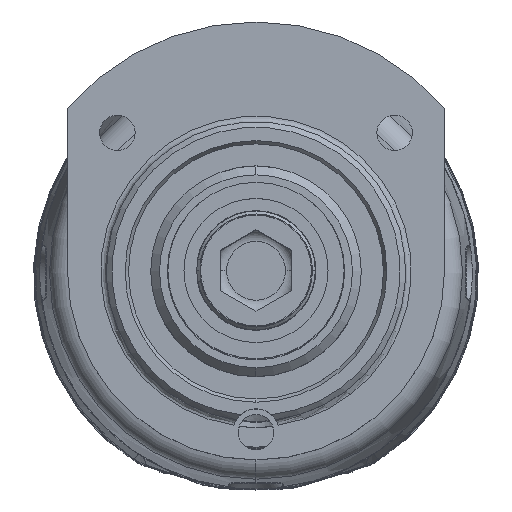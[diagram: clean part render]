
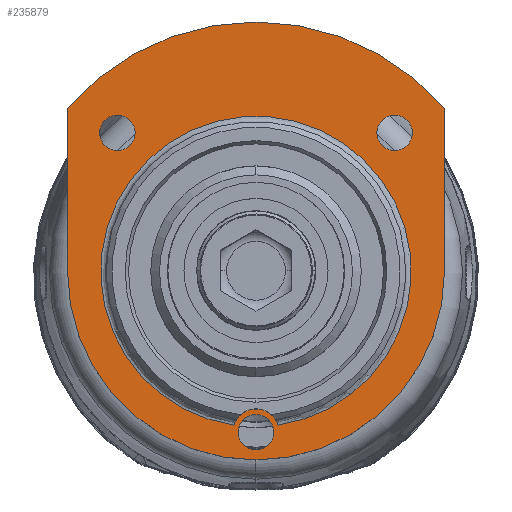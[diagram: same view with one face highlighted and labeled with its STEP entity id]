
A CAD part, top view. The second image highlights one B-rep face of the part: STEP entity #235879.
In plain terms, the highlighted planar face has unit normal (0, 0, 1).
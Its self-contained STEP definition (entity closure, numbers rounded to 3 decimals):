
#223445=CARTESIAN_POINT('',(0.,-14.5,-3.));
#223446=DIRECTION('',(0.,0.,1.));
#223447=DIRECTION('',(0.952,0.306,0.));
#223448=AXIS2_PLACEMENT_3D('',#223445,#223446,#223447);
#223461=DIRECTION('',(0.,-1.,0.));
#223462=VECTOR('',#223461,14.739);
#223463=CARTESIAN_POINT('',(-17.,14.739,-3.));
#223464=LINE('',#223463,#223462);
#223468=DIRECTION('',(0.,-1.,0.));
#223469=VECTOR('',#223468,14.739);
#223470=CARTESIAN_POINT('',(17.,14.739,-3.));
#223471=LINE('',#223470,#223469);
#223475=CARTESIAN_POINT('',(0.,0.,-3.));
#223476=DIRECTION('',(0.,0.,1.));
#223477=DIRECTION('',(-1.,0.,0.));
#223478=AXIS2_PLACEMENT_3D('',#223475,#223476,#223477);
#223483=CARTESIAN_POINT('',(12.5,12.5,-3.));
#223484=DIRECTION('',(0.,0.,1.));
#223485=DIRECTION('',(1.,0.,0.));
#223486=AXIS2_PLACEMENT_3D('',#223483,#223484,#223485);
#223491=CARTESIAN_POINT('',(12.5,12.5,-3.));
#223492=DIRECTION('',(0.,0.,1.));
#223493=DIRECTION('',(-1.,0.,0.));
#223494=AXIS2_PLACEMENT_3D('',#223491,#223492,#223493);
#223499=CARTESIAN_POINT('',(-12.5,12.5,-3.));
#223500=DIRECTION('',(0.,0.,1.));
#223501=DIRECTION('',(1.,0.,0.));
#223502=AXIS2_PLACEMENT_3D('',#223499,#223500,#223501);
#223507=CARTESIAN_POINT('',(-12.5,12.5,-3.));
#223508=DIRECTION('',(0.,0.,1.));
#223509=DIRECTION('',(-1.,0.,0.));
#223510=AXIS2_PLACEMENT_3D('',#223507,#223508,#223509);
#223515=CARTESIAN_POINT('',(0.,-14.5,-3.));
#223516=DIRECTION('',(0.,0.,1.));
#223517=DIRECTION('',(0.,-1.,0.));
#223518=AXIS2_PLACEMENT_3D('',#223515,#223516,#223517);
#223523=CARTESIAN_POINT('',(0.,-14.5,-3.));
#223524=DIRECTION('',(0.,0.,1.));
#223525=DIRECTION('',(0.,1.,0.));
#223526=AXIS2_PLACEMENT_3D('',#223523,#223524,#223525);
#223551=CARTESIAN_POINT('',(0.,0.,-3.));
#223552=DIRECTION('',(0.,0.,-1.));
#223553=DIRECTION('',(-0.143,-0.99,0.));
#223554=AXIS2_PLACEMENT_3D('',#223551,#223552,#223553);
#223720=CARTESIAN_POINT('',(0.,0.,-3.));
#223721=DIRECTION('',(0.,0.,1.));
#223722=DIRECTION('',(0.756,0.655,0.));
#223723=AXIS2_PLACEMENT_3D('',#223720,#223721,#223722);
#233647=CARTESIAN_POINT('',(-17.,14.739,-3.));
#233648=VERTEX_POINT('',#233647);
#233649=CARTESIAN_POINT('',(-17.,0.,-3.));
#233650=VERTEX_POINT('',#233649);
#233651=CARTESIAN_POINT('',(17.,14.739,-3.));
#233652=CARTESIAN_POINT('',(17.,0.,-3.));
#233653=VERTEX_POINT('',#233651);
#233654=VERTEX_POINT('',#233652);
#233663=CARTESIAN_POINT('',(14.1,12.5,-3.));
#233664=CARTESIAN_POINT('',(10.9,12.5,-3.));
#233665=VERTEX_POINT('',#233663);
#233666=VERTEX_POINT('',#233664);
#233667=CARTESIAN_POINT('',(-10.9,12.5,-3.));
#233668=CARTESIAN_POINT('',(-14.1,12.5,-3.));
#233669=VERTEX_POINT('',#233667);
#233670=VERTEX_POINT('',#233668);
#233672=CARTESIAN_POINT('',(0.,-12.9,-3.));
#233674=VERTEX_POINT('',#233672);
#233688=CARTESIAN_POINT('',(0.,-16.1,-3.));
#233689=VERTEX_POINT('',#233688);
#233698=CARTESIAN_POINT('',(1.999,-13.857,-3.));
#233699=CARTESIAN_POINT('',(-1.999,-13.857,-3.));
#233700=VERTEX_POINT('',#233698);
#233701=VERTEX_POINT('',#233699);
#235841=CARTESIAN_POINT('',(0.,0.,-3.));
#235842=DIRECTION('',(0.,0.,1.));
#235843=DIRECTION('',(0.,1.,0.));
#235844=AXIS2_PLACEMENT_3D('',#235841,#235842,#235843);
#235845=PLANE('',#235844);
#235847=ORIENTED_EDGE('',*,*,#235846,.F.);
#235849=ORIENTED_EDGE('',*,*,#235848,.F.);
#235851=ORIENTED_EDGE('',*,*,#235850,.T.);
#235853=ORIENTED_EDGE('',*,*,#235852,.F.);
#235854=EDGE_LOOP('',(#235847,#235849,#235851,#235853));
#235855=FACE_OUTER_BOUND('',#235854,.F.);
#235857=ORIENTED_EDGE('',*,*,#235856,.F.);
#235858=ORIENTED_EDGE('',*,*,#235823,.F.);
#235859=EDGE_LOOP('',(#235857,#235858));
#235860=FACE_BOUND('',#235859,.F.);
#235862=ORIENTED_EDGE('',*,*,#235861,.T.);
#235864=ORIENTED_EDGE('',*,*,#235863,.T.);
#235865=EDGE_LOOP('',(#235862,#235864));
#235866=FACE_BOUND('',#235865,.F.);
#235868=ORIENTED_EDGE('',*,*,#235867,.T.);
#235870=ORIENTED_EDGE('',*,*,#235869,.T.);
#235871=EDGE_LOOP('',(#235868,#235870));
#235872=FACE_BOUND('',#235871,.F.);
#235874=ORIENTED_EDGE('',*,*,#235873,.T.);
#235876=ORIENTED_EDGE('',*,*,#235875,.T.);
#235877=EDGE_LOOP('',(#235874,#235876));
#235878=FACE_BOUND('',#235877,.F.);
#235879=ADVANCED_FACE('',(#235855,#235860,#235866,#235872,#235878),#235845,.T.);
#223449=CIRCLE('',#223448,2.1);
#223479=CIRCLE('',#223478,17.);
#223487=CIRCLE('',#223486,1.6);
#223495=CIRCLE('',#223494,1.6);
#223503=CIRCLE('',#223502,1.6);
#223511=CIRCLE('',#223510,1.6);
#223519=CIRCLE('',#223518,1.6);
#223527=CIRCLE('',#223526,1.6);
#223555=CIRCLE('',#223554,14.);
#223724=CIRCLE('',#223723,22.5);
#235823=EDGE_CURVE('',#233700,#233701,#223449,.T.);
#235846=EDGE_CURVE('',#233648,#233650,#223464,.T.);
#235848=EDGE_CURVE('',#233653,#233648,#223724,.T.);
#235850=EDGE_CURVE('',#233653,#233654,#223471,.T.);
#235852=EDGE_CURVE('',#233650,#233654,#223479,.T.);
#235856=EDGE_CURVE('',#233701,#233700,#223555,.T.);
#235861=EDGE_CURVE('',#233665,#233666,#223487,.T.);
#235863=EDGE_CURVE('',#233666,#233665,#223495,.T.);
#235867=EDGE_CURVE('',#233669,#233670,#223503,.T.);
#235869=EDGE_CURVE('',#233670,#233669,#223511,.T.);
#235873=EDGE_CURVE('',#233689,#233674,#223519,.T.);
#235875=EDGE_CURVE('',#233674,#233689,#223527,.T.);
